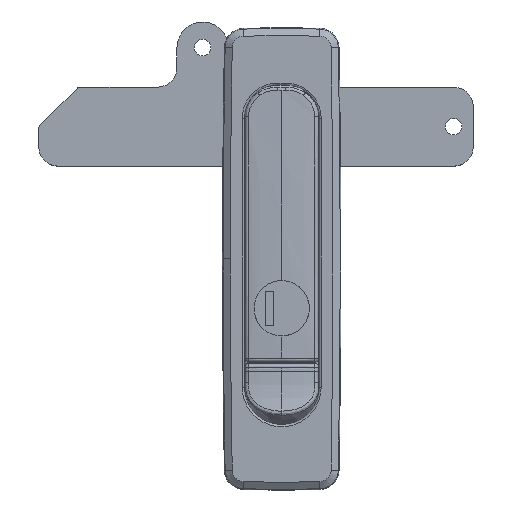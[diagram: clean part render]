
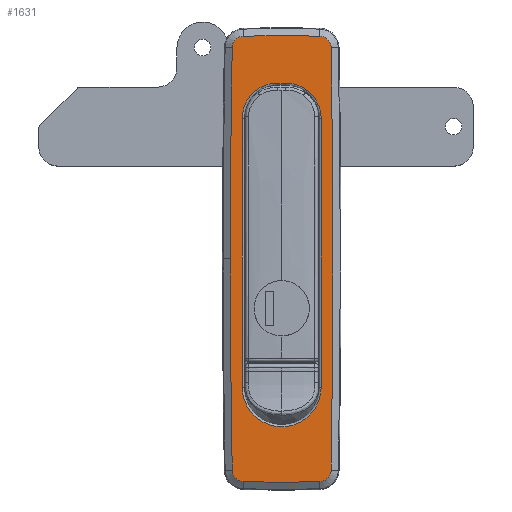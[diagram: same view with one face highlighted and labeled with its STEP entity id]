
A CAD part, top view. The second image highlights one B-rep face of the part: STEP entity #1631.
In plain terms, the highlighted planar face has unit normal (0, 0, 1).
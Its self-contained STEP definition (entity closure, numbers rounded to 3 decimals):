
#576 = AXIS2_PLACEMENT_3D ( 'NONE', #2438, #2439, #2440 ) ;
#587 = AXIS2_PLACEMENT_3D ( 'NONE', #2450, #2454, #2455 ) ;
#589 = AXIS2_PLACEMENT_3D ( 'NONE', #2456, #2457, #2458 ) ;
#590 = AXIS2_PLACEMENT_3D ( 'NONE', #2471, #2472, #2473 ) ;
#591 = VECTOR ( 'NONE', #2444, 1000. ) ;
#592 = AXIS2_PLACEMENT_3D ( 'NONE', #2441, #2448, #2449 ) ;
#594 = AXIS2_PLACEMENT_3D ( 'NONE', #2468, #2469, #2470 ) ;
#595 = VECTOR ( 'NONE', #2447, 1000. ) ;
#596 = AXIS2_PLACEMENT_3D ( 'NONE', #2465, #2466, #2467 ) ;
#597 = VECTOR ( 'NONE', #2453, 1000. ) ;
#598 = AXIS2_PLACEMENT_3D ( 'NONE', #2462, #2463, #2464 ) ;
#600 = AXIS2_PLACEMENT_3D ( 'NONE', #2459, #2460, #2461 ) ;
#601 = AXIS2_PLACEMENT_3D ( 'NONE', #2474, #2475, #2476 ) ;
#602 = AXIS2_PLACEMENT_3D ( 'NONE', #2477, #2478, #2479 ) ;
#1206 = EDGE_CURVE ( 'NONE', #17454, #17455, #1830, .T. ) ;
#1207 = EDGE_CURVE ( 'NONE', #17453, #17454, #2442, .T. ) ;
#1208 = EDGE_CURVE ( 'NONE', #17455, #17456, #2445, .T. ) ;
#1209 = EDGE_CURVE ( 'NONE', #17456, #17457, #1831, .T. ) ;
#1210 = EDGE_CURVE ( 'NONE', #17457, #17458, #2451, .T. ) ;
#1211 = EDGE_CURVE ( 'NONE', #17458, #17453, #1832, .T. ) ;
#1212 = EDGE_CURVE ( 'NONE', #17459, #15369, #1833, .T. ) ;
#1213 = EDGE_CURVE ( 'NONE', #15282, #17460, #1834, .T. ) ;
#1214 = EDGE_CURVE ( 'NONE', #17460, #17461, #1835, .T. ) ;
#1215 = EDGE_CURVE ( 'NONE', #17461, #17462, #1836, .T. ) ;
#1216 = EDGE_CURVE ( 'NONE', #17462, #17463, #1837, .T. ) ;
#1217 = EDGE_CURVE ( 'NONE', #17463, #17464, #1838, .T. ) ;
#1218 = EDGE_CURVE ( 'NONE', #17464, #17465, #1839, .T. ) ;
#1219 = EDGE_CURVE ( 'NONE', #17465, #17459, #1840, .T. ) ;
#1631 = ADVANCED_FACE ( 'NONE', ( #11643, #11644 ), #14416, .T. ) ;
#1830 = CIRCLE ( 'NONE', #576, 9. ) ;
#1831 = CIRCLE ( 'NONE', #592, 9. ) ;
#1832 = CIRCLE ( 'NONE', #587, 10. ) ;
#1833 = CIRCLE ( 'NONE', #589, 2998. ) ;
#1834 = CIRCLE ( 'NONE', #600, 3. ) ;
#1835 = CIRCLE ( 'NONE', #598, 398. ) ;
#1836 = CIRCLE ( 'NONE', #596, 3. ) ;
#1837 = CIRCLE ( 'NONE', #594, 2998. ) ;
#1838 = CIRCLE ( 'NONE', #590, 3. ) ;
#1839 = CIRCLE ( 'NONE', #601, 398. ) ;
#1840 = CIRCLE ( 'NONE', #602, 3. ) ;
#2438 = CARTESIAN_POINT ( 'NONE',  ( -1., 2., 3. ) ) ;
#2439 = DIRECTION ( 'NONE',  ( 0., 0., -1. ) ) ;
#2440 = DIRECTION ( 'NONE',  ( 1., 0., 0. ) ) ;
#2441 = CARTESIAN_POINT ( 'NONE',  ( 1., 2., 3. ) ) ;
#2442 = LINE ( 'NONE', #2443, #591 ) ;
#2443 = CARTESIAN_POINT ( 'NONE',  ( -10., 2., 3. ) ) ;
#2444 = DIRECTION ( 'NONE',  ( 0., 1., 0. ) ) ;
#2445 = LINE ( 'NONE', #2446, #595 ) ;
#2446 = CARTESIAN_POINT ( 'NONE',  ( 1., 11., 3. ) ) ;
#2447 = DIRECTION ( 'NONE',  ( 1., 0., 0. ) ) ;
#2448 = DIRECTION ( 'NONE',  ( 0., 0., -1. ) ) ;
#2449 = DIRECTION ( 'NONE',  ( 1., 0., 0. ) ) ;
#2450 = CARTESIAN_POINT ( 'NONE',  ( 0., -66., 3. ) ) ;
#2451 = LINE ( 'NONE', #2452, #597 ) ;
#2452 = CARTESIAN_POINT ( 'NONE',  ( 10., -66., 3. ) ) ;
#2453 = DIRECTION ( 'NONE',  ( 0., -1., 0. ) ) ;
#2454 = DIRECTION ( 'NONE',  ( 0., 0., -1. ) ) ;
#2455 = DIRECTION ( 'NONE',  ( 1., 0., 0. ) ) ;
#2456 = CARTESIAN_POINT ( 'NONE',  ( 2985., -33.5, 3. ) ) ;
#2457 = DIRECTION ( 'NONE',  ( 0., 0., 1. ) ) ;
#2458 = DIRECTION ( 'NONE',  ( 1., 0., 0. ) ) ;
#2459 = CARTESIAN_POINT ( 'NONE',  ( -9.524, -86.885, 3. ) ) ;
#2460 = DIRECTION ( 'NONE',  ( 0., 0., 1. ) ) ;
#2461 = DIRECTION ( 'NONE',  ( 1., 0., 0. ) ) ;
#2462 = CARTESIAN_POINT ( 'NONE',  ( 0., 308., 3. ) ) ;
#2463 = DIRECTION ( 'NONE',  ( 0., 0., 1. ) ) ;
#2464 = DIRECTION ( 'NONE',  ( 1., 0., 0. ) ) ;
#2465 = CARTESIAN_POINT ( 'NONE',  ( 9.524, -86.885, 3. ) ) ;
#2466 = DIRECTION ( 'NONE',  ( 0., 0., 1. ) ) ;
#2467 = DIRECTION ( 'NONE',  ( 1., 0., 0. ) ) ;
#2468 = CARTESIAN_POINT ( 'NONE',  ( -2985., -33.5, 3. ) ) ;
#2469 = DIRECTION ( 'NONE',  ( 0., 0., 1. ) ) ;
#2470 = DIRECTION ( 'NONE',  ( 1., 0., 0. ) ) ;
#2471 = CARTESIAN_POINT ( 'NONE',  ( 9.524, 19.885, 3. ) ) ;
#2472 = DIRECTION ( 'NONE',  ( 0., 0., 1. ) ) ;
#2473 = DIRECTION ( 'NONE',  ( 1., 0., 0. ) ) ;
#2474 = CARTESIAN_POINT ( 'NONE',  ( 0., -375., 3. ) ) ;
#2475 = DIRECTION ( 'NONE',  ( 0., 0., 1. ) ) ;
#2476 = DIRECTION ( 'NONE',  ( 1., 0., 0. ) ) ;
#2477 = CARTESIAN_POINT ( 'NONE',  ( -9.524, 19.885, 3. ) ) ;
#2478 = DIRECTION ( 'NONE',  ( 0., 0., 1. ) ) ;
#2479 = DIRECTION ( 'NONE',  ( 1., 0., 0. ) ) ;
#8783 = AXIS2_PLACEMENT_3D ( 'NONE', #9891, #9898, #9899 ) ;
#9891 = CARTESIAN_POINT ( 'NONE',  ( 2985., -33.5, 3. ) ) ;
#9898 = DIRECTION ( 'NONE',  ( 0., 0., 1. ) ) ;
#9899 = DIRECTION ( 'NONE',  ( 1., 0., 0. ) ) ;
#11635 = AXIS2_PLACEMENT_3D ( 'NONE', #14417, #14418, #14419 ) ;
#11643 = FACE_BOUND ( 'NONE', #17249, .T. ) ;
#11644 = FACE_OUTER_BOUND ( 'NONE', #17250, .T. ) ;
#14416 = PLANE ( 'NONE',  #11635 ) ;
#14417 = CARTESIAN_POINT ( 'NONE',  ( 4.762, -177.557, 3. ) ) ;
#14418 = DIRECTION ( 'NONE',  ( 0., 0., 1. ) ) ;
#14419 = DIRECTION ( 'NONE',  ( 1., 0., 0. ) ) ;
#15282 = VERTEX_POINT ( 'NONE', #33728 ) ;
#15369 = VERTEX_POINT ( 'NONE', #33815 ) ;
#17249 = EDGE_LOOP ( 'NONE', ( #22119, #22121, #22120, #22122, #22123, #22124 ) ) ;
#17250 = EDGE_LOOP ( 'NONE', ( #22126, #22127, #22125, #22129, #22128, #22130, #22131, #22132, #22133 ) ) ;
#17453 = VERTEX_POINT ( 'NONE', #34403 ) ;
#17454 = VERTEX_POINT ( 'NONE', #34404 ) ;
#17455 = VERTEX_POINT ( 'NONE', #34405 ) ;
#17456 = VERTEX_POINT ( 'NONE', #34406 ) ;
#17457 = VERTEX_POINT ( 'NONE', #34407 ) ;
#17458 = VERTEX_POINT ( 'NONE', #34408 ) ;
#17459 = VERTEX_POINT ( 'NONE', #34409 ) ;
#17460 = VERTEX_POINT ( 'NONE', #34410 ) ;
#17461 = VERTEX_POINT ( 'NONE', #34411 ) ;
#17462 = VERTEX_POINT ( 'NONE', #34412 ) ;
#17463 = VERTEX_POINT ( 'NONE', #34413 ) ;
#17464 = VERTEX_POINT ( 'NONE', #34414 ) ;
#17465 = VERTEX_POINT ( 'NONE', #34415 ) ;
#21745 = EDGE_CURVE ( 'NONE', #15369, #15282, #23932, .T. ) ;
#22119 = ORIENTED_EDGE ( 'NONE', *, *, #1207, .T. ) ;
#22120 = ORIENTED_EDGE ( 'NONE', *, *, #1208, .T. ) ;
#22121 = ORIENTED_EDGE ( 'NONE', *, *, #1206, .T. ) ;
#22122 = ORIENTED_EDGE ( 'NONE', *, *, #1209, .T. ) ;
#22123 = ORIENTED_EDGE ( 'NONE', *, *, #1210, .T. ) ;
#22124 = ORIENTED_EDGE ( 'NONE', *, *, #1211, .T. ) ;
#22125 = ORIENTED_EDGE ( 'NONE', *, *, #1213, .T. ) ;
#22126 = ORIENTED_EDGE ( 'NONE', *, *, #1212, .T. ) ;
#22127 = ORIENTED_EDGE ( 'NONE', *, *, #21745, .T. ) ;
#22128 = ORIENTED_EDGE ( 'NONE', *, *, #1215, .T. ) ;
#22129 = ORIENTED_EDGE ( 'NONE', *, *, #1214, .T. ) ;
#22130 = ORIENTED_EDGE ( 'NONE', *, *, #1216, .T. ) ;
#22131 = ORIENTED_EDGE ( 'NONE', *, *, #1217, .T. ) ;
#22132 = ORIENTED_EDGE ( 'NONE', *, *, #1218, .T. ) ;
#22133 = ORIENTED_EDGE ( 'NONE', *, *, #1219, .T. ) ;
#23932 = CIRCLE ( 'NONE', #8783, 2998. ) ;
#33728 = CARTESIAN_POINT ( 'NONE',  ( -12.524, -86.939, 3. ) ) ;
#33815 = CARTESIAN_POINT ( 'NONE',  ( -13., -33.5, 3. ) ) ;
#34403 = CARTESIAN_POINT ( 'NONE',  ( -10., -66., 3. ) ) ;
#34404 = CARTESIAN_POINT ( 'NONE',  ( -10., 2., 3. ) ) ;
#34405 = CARTESIAN_POINT ( 'NONE',  ( -1., 11., 3. ) ) ;
#34406 = CARTESIAN_POINT ( 'NONE',  ( 1., 11., 3. ) ) ;
#34407 = CARTESIAN_POINT ( 'NONE',  ( 10., 2., 3. ) ) ;
#34408 = CARTESIAN_POINT ( 'NONE',  ( 10., -66., 3. ) ) ;
#34409 = CARTESIAN_POINT ( 'NONE',  ( -12.524, 19.939, 3. ) ) ;
#34410 = CARTESIAN_POINT ( 'NONE',  ( -9.597, -89.884, 3. ) ) ;
#34411 = CARTESIAN_POINT ( 'NONE',  ( 9.597, -89.884, 3. ) ) ;
#34412 = CARTESIAN_POINT ( 'NONE',  ( 12.524, -86.939, 3. ) ) ;
#34413 = CARTESIAN_POINT ( 'NONE',  ( 12.524, 19.939, 3. ) ) ;
#34414 = CARTESIAN_POINT ( 'NONE',  ( 9.597, 22.884, 3. ) ) ;
#34415 = CARTESIAN_POINT ( 'NONE',  ( -9.597, 22.884, 3. ) ) ;
